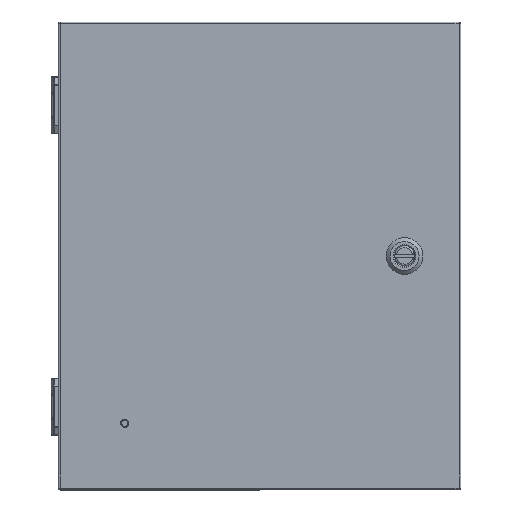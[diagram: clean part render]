
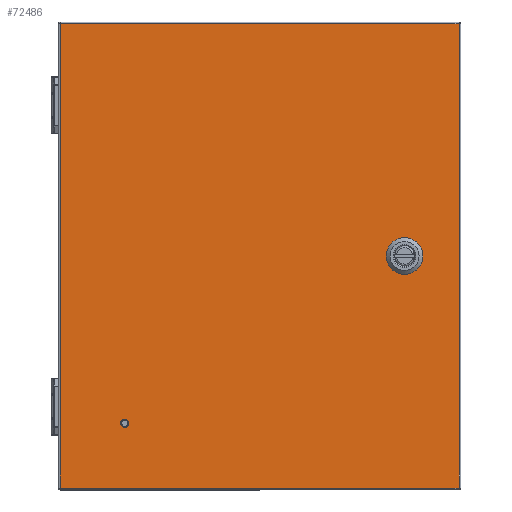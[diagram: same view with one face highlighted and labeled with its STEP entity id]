
A CAD part, top view. The second image highlights one B-rep face of the part: STEP entity #72486.
In plain terms, the highlighted planar face has unit normal (0, 0, 1).
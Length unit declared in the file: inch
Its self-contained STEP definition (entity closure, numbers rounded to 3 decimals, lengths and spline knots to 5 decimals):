
#448 = ORIENTED_EDGE ( 'NONE', *, *, #536, .F. ) ;
#536 = EDGE_CURVE ( 'NONE', #33923, #82464, #51924, .T. ) ;
#1367 = ORIENTED_EDGE ( 'NONE', *, *, #82832, .F. ) ;
#2593 = CARTESIAN_POINT ( 'NONE',  ( 4.4722, 0.0001, 4.107 ) ) ;
#3512 = EDGE_CURVE ( 'NONE', #82035, #47115, #35167, .T. ) ;
#3579 = AXIS2_PLACEMENT_3D ( 'NONE', #71984, #57429, #48722 ) ;
#6471 = DIRECTION ( 'NONE',  ( 0., 0., 1. ) ) ;
#7733 = LINE ( 'NONE', #14807, #28632 ) ;
#8768 = ORIENTED_EDGE ( 'NONE', *, *, #34925, .F. ) ;
#9246 = CARTESIAN_POINT ( 'NONE',  ( 4.8682, 0.19868, 4.107 ) ) ;
#11805 = EDGE_LOOP ( 'NONE', ( #13061, #76681, #55148, #71052 ) ) ;
#12656 = DIRECTION ( 'NONE',  ( 0., 1., 0. ) ) ;
#12836 = CIRCLE ( 'NONE', #62235, 0.443 ) ;
#12961 = ORIENTED_EDGE ( 'NONE', *, *, #63056, .F. ) ;
#13061 = ORIENTED_EDGE ( 'NONE', *, *, #66966, .T. ) ;
#14089 = VECTOR ( 'NONE', #51066, 39.37008 ) ;
#14807 = CARTESIAN_POINT ( 'NONE',  ( -0.9825, -0.3959, 4.107 ) ) ;
#14825 = EDGE_CURVE ( 'NONE', #19415, #45198, #53596, .T. ) ;
#17266 = DIRECTION ( 'NONE',  ( 0., 0., 1. ) ) ;
#18273 = VECTOR ( 'NONE', #24114, 39.37008 ) ;
#19007 = VERTEX_POINT ( 'NONE', #35877 ) ;
#19415 = VERTEX_POINT ( 'NONE', #43478 ) ;
#20406 = VERTEX_POINT ( 'NONE', #35871 ) ;
#20433 = ORIENTED_EDGE ( 'NONE', *, *, #77216, .F. ) ;
#20883 = VECTOR ( 'NONE', #12656, 39.37008 ) ;
#22341 = DIRECTION ( 'NONE',  ( 0., -1., 0. ) ) ;
#23378 = CARTESIAN_POINT ( 'NONE',  ( -4.21855, -5.1395, 4.107 ) ) ;
#23388 = DIRECTION ( 'NONE',  ( 0., 0., 1. ) ) ;
#23923 = DIRECTION ( 'NONE',  ( 0., 0., 1. ) ) ;
#24114 = DIRECTION ( 'NONE',  ( -1., 0., 0. ) ) ;
#24617 = VERTEX_POINT ( 'NONE', #66729 ) ;
#26469 = LINE ( 'NONE', #48418, #86725 ) ;
#26887 = CIRCLE ( 'NONE', #86085, 0.443 ) ;
#28632 = VECTOR ( 'NONE', #41391, 39.37008 ) ;
#28831 = VECTOR ( 'NONE', #83146, 39.37008 ) ;
#30445 = DIRECTION ( 'NONE',  ( -1., 0., 0. ) ) ;
#31269 = CARTESIAN_POINT ( 'NONE',  ( 6.1452, 7.1877, 4.107 ) ) ;
#33923 = VERTEX_POINT ( 'NONE', #84090 ) ;
#34925 = EDGE_CURVE ( 'NONE', #70037, #42914, #63261, .T. ) ;
#35167 = LINE ( 'NONE', #42237, #76049 ) ;
#35871 = CARTESIAN_POINT ( 'NONE',  ( 6.1452, -7.1275, 4.107 ) ) ;
#35877 = CARTESIAN_POINT ( 'NONE',  ( 4.67077, -0.3959, 4.107 ) ) ;
#37409 = ORIENTED_EDGE ( 'NONE', *, *, #87506, .F. ) ;
#40402 = CIRCLE ( 'NONE', #48880, 0.443 ) ;
#41248 = VECTOR ( 'NONE', #52748, 39.37008 ) ;
#41391 = DIRECTION ( 'NONE',  ( 1., 0., 0. ) ) ;
#42237 = CARTESIAN_POINT ( 'NONE',  ( -6.11, -7.1875, 4.107 ) ) ;
#42914 = VERTEX_POINT ( 'NONE', #9246 ) ;
#43336 = VERTEX_POINT ( 'NONE', #45070 ) ;
#43478 = CARTESIAN_POINT ( 'NONE',  ( 4.67077, 0.3961, 4.107 ) ) ;
#44029 = CARTESIAN_POINT ( 'NONE',  ( -6.17, 7.1277, 4.107 ) ) ;
#44700 = DIRECTION ( 'NONE',  ( -1., 0., 0. ) ) ;
#45054 = PLANE ( 'NONE',  #3579 ) ;
#45070 = CARTESIAN_POINT ( 'NONE',  ( 4.27362, -0.3959, 4.107 ) ) ;
#45198 = VERTEX_POINT ( 'NONE', #52597 ) ;
#45359 = EDGE_CURVE ( 'NONE', #45198, #33923, #40402, .T. ) ;
#46289 = LINE ( 'NONE', #31269, #20883 ) ;
#47115 = VERTEX_POINT ( 'NONE', #83969 ) ;
#48418 = CARTESIAN_POINT ( 'NONE',  ( 6.2052, -7.1275, 4.107 ) ) ;
#48722 = DIRECTION ( 'NONE',  ( -1., 0., 0. ) ) ;
#48880 = AXIS2_PLACEMENT_3D ( 'NONE', #2593, #23388, #30445 ) ;
#50011 = CARTESIAN_POINT ( 'NONE',  ( 4.4722, 0.0001, 4.107 ) ) ;
#50887 = DIRECTION ( 'NONE',  ( -1., 0., 0. ) ) ;
#51066 = DIRECTION ( 'NONE',  ( 0., -1., 0. ) ) ;
#51924 = LINE ( 'NONE', #85935, #14089 ) ;
#52597 = CARTESIAN_POINT ( 'NONE',  ( 4.27362, 0.3961, 4.107 ) ) ;
#52748 = DIRECTION ( 'NONE',  ( -1., 0., 0. ) ) ;
#53414 = DIRECTION ( 'NONE',  ( 1., 0., 0. ) ) ;
#53596 = LINE ( 'NONE', #60225, #41248 ) ;
#55148 = ORIENTED_EDGE ( 'NONE', *, *, #75989, .T. ) ;
#56381 = CARTESIAN_POINT ( 'NONE',  ( -4.122, -5.1395, 4.107 ) ) ;
#57378 = VERTEX_POINT ( 'NONE', #23378 ) ;
#57429 = DIRECTION ( 'NONE',  ( 0., 0., 1. ) ) ;
#58617 = ORIENTED_EDGE ( 'NONE', *, *, #69443, .F. ) ;
#58762 = AXIS2_PLACEMENT_3D ( 'NONE', #67054, #6471, #82459 ) ;
#60225 = CARTESIAN_POINT ( 'NONE',  ( -0.9825, 0.3961, 4.107 ) ) ;
#61505 = CARTESIAN_POINT ( 'NONE',  ( -6.11, 7.1277, 4.107 ) ) ;
#61964 = AXIS2_PLACEMENT_3D ( 'NONE', #56381, #70486, #83311 ) ;
#62192 = CARTESIAN_POINT ( 'NONE',  ( 4.8682, -0.19848, 4.107 ) ) ;
#62219 = CARTESIAN_POINT ( 'NONE',  ( 4.0762, -0.19848, 4.107 ) ) ;
#62235 = AXIS2_PLACEMENT_3D ( 'NONE', #50011, #17266, #44700 ) ;
#62379 = CARTESIAN_POINT ( 'NONE',  ( 4.8682, 2.0001, 4.107 ) ) ;
#63056 = EDGE_CURVE ( 'NONE', #82464, #43336, #26887, .T. ) ;
#63189 = EDGE_LOOP ( 'NONE', ( #65057, #82240, #1367, #8768, #20433, #58617, #12961, #448 ) ) ;
#63261 = LINE ( 'NONE', #62379, #28831 ) ;
#63892 = LINE ( 'NONE', #44029, #18273 ) ;
#65057 = ORIENTED_EDGE ( 'NONE', *, *, #45359, .F. ) ;
#66729 = CARTESIAN_POINT ( 'NONE',  ( 6.1452, 7.1277, 4.107 ) ) ;
#66966 = EDGE_CURVE ( 'NONE', #47115, #20406, #26469, .T. ) ;
#67054 = CARTESIAN_POINT ( 'NONE',  ( 4.4722, 0.0001, 4.107 ) ) ;
#69443 = EDGE_CURVE ( 'NONE', #43336, #19007, #7733, .T. ) ;
#70037 = VERTEX_POINT ( 'NONE', #62192 ) ;
#70486 = DIRECTION ( 'NONE',  ( 0., 0., 1. ) ) ;
#71052 = ORIENTED_EDGE ( 'NONE', *, *, #3512, .T. ) ;
#71101 = FACE_BOUND ( 'NONE', #83609, .T. ) ;
#71420 = CIRCLE ( 'NONE', #58762, 0.443 ) ;
#71984 = CARTESIAN_POINT ( 'NONE',  ( -0.9825, 2.0001, 4.107 ) ) ;
#72486 = ADVANCED_FACE ( 'NONE', ( #78582, #71101, #84783 ), #45054, .T. ) ;
#75989 = EDGE_CURVE ( 'NONE', #24617, #82035, #63892, .T. ) ;
#76049 = VECTOR ( 'NONE', #22341, 39.37008 ) ;
#76121 = CIRCLE ( 'NONE', #61964, 0.09655 ) ;
#76681 = ORIENTED_EDGE ( 'NONE', *, *, #86683, .T. ) ;
#77216 = EDGE_CURVE ( 'NONE', #19007, #70037, #12836, .T. ) ;
#78582 = FACE_BOUND ( 'NONE', #63189, .T. ) ;
#82035 = VERTEX_POINT ( 'NONE', #61505 ) ;
#82240 = ORIENTED_EDGE ( 'NONE', *, *, #14825, .F. ) ;
#82459 = DIRECTION ( 'NONE',  ( -1., 0., 0. ) ) ;
#82464 = VERTEX_POINT ( 'NONE', #62219 ) ;
#82832 = EDGE_CURVE ( 'NONE', #42914, #19415, #71420, .T. ) ;
#83146 = DIRECTION ( 'NONE',  ( 0., 1., 0. ) ) ;
#83311 = DIRECTION ( 'NONE',  ( -1., 0., 0. ) ) ;
#83609 = EDGE_LOOP ( 'NONE', ( #37409 ) ) ;
#83969 = CARTESIAN_POINT ( 'NONE',  ( -6.11, -7.1275, 4.107 ) ) ;
#84090 = CARTESIAN_POINT ( 'NONE',  ( 4.0762, 0.19868, 4.107 ) ) ;
#84423 = CARTESIAN_POINT ( 'NONE',  ( 4.4722, 0.0001, 4.107 ) ) ;
#84783 = FACE_OUTER_BOUND ( 'NONE', #11805, .T. ) ;
#85935 = CARTESIAN_POINT ( 'NONE',  ( 4.0762, 2.0001, 4.107 ) ) ;
#86085 = AXIS2_PLACEMENT_3D ( 'NONE', #84423, #23923, #50887 ) ;
#86683 = EDGE_CURVE ( 'NONE', #20406, #24617, #46289, .T. ) ;
#86725 = VECTOR ( 'NONE', #53414, 39.37008 ) ;
#87506 = EDGE_CURVE ( 'NONE', #57378, #57378, #76121, .T. ) ;
